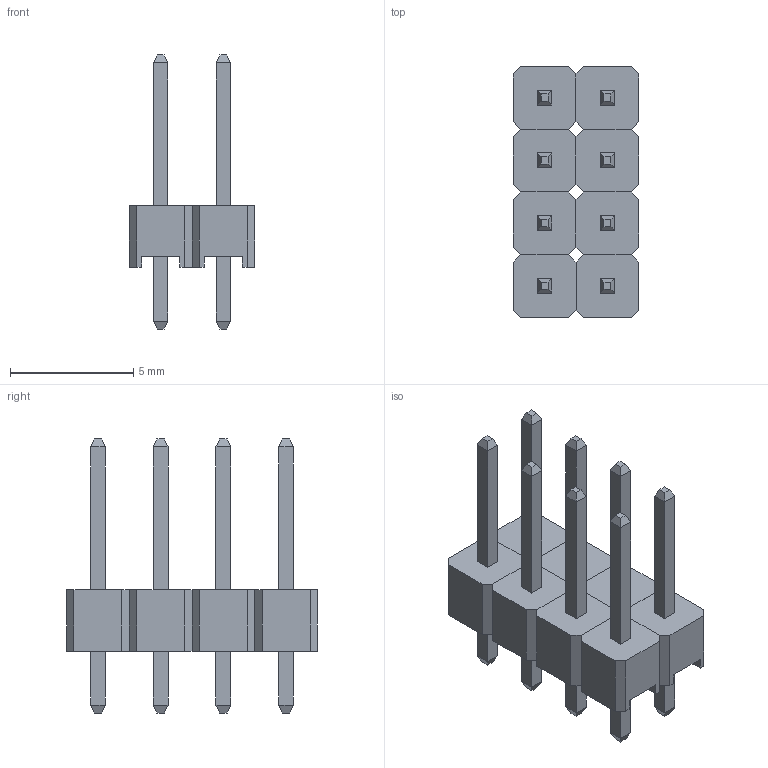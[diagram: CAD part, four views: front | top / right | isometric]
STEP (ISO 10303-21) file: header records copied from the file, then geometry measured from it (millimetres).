
FILE_DESCRIPTION (( 'STEP AP214' ), '1' );
FILE_NAME ('User Library-PLD-8-1.STEP', '2017-09-15T07:26:50', ( 'Windows User' ), ( '' ), 'SwSTEP 2.0', 'SolidWorks 2017', '' );
FILE_SCHEMA (( 'AUTOMOTIVE_DESIGN' ));
Length unit declared in the file: millimetre
Products named in the file (7): User Library-PLD-8-1__X2_0414043504420430043B044C_X0_40; User Library-PLD-8-1__X2_0414043504420430043B044C_X0_38; User Library-PLD-8-1__X2_0414043504420430043B044C_X0_36; User Library-PLD-8-1__X2_0414043504420430043B044C_X0_34; User Library-PLD-8-1__X2_0414043504420430043B044C_X0_32; User Library-PLD-8-1__X2_0414043504420430043B044C_X0_30; User Library-PLD-8-1
Assembly tree (8 placements, depth 2):
  User Library-PLD-8-1
    User Library-PLD-8-1__X2_0414043504420430043B044C_X0_30
    User Library-PLD-8-1__X2_0414043504420430043B044C_X0_32
    User Library-PLD-8-1__X2_0414043504420430043B044C_X0_34  x2
    User Library-PLD-8-1__X2_0414043504420430043B044C_X0_36
    User Library-PLD-8-1__X2_0414043504420430043B044C_X0_38
    User Library-PLD-8-1__X2_0414043504420430043B044C_X0_40  x2
Bounding box: 5.08 x 10.16 x 11.1 mm (x, y, z)
Volume: 136 mm3; surface area: 460.5 mm2
Topology: 8 solids, 8 shells, 256 faces, 608 edges, 384 vertices
Faces by surface type: plane 256
Entity records: 7770 total; most frequent: CARTESIAN_POINT 947, ORIENTED_EDGE 912, DIRECTION 862, VECTOR 456, LINE 456, EDGE_CURVE 456, VERTEX_POINT 288, UNCERTAINTY_MEASURE_WITH_UNIT 211
